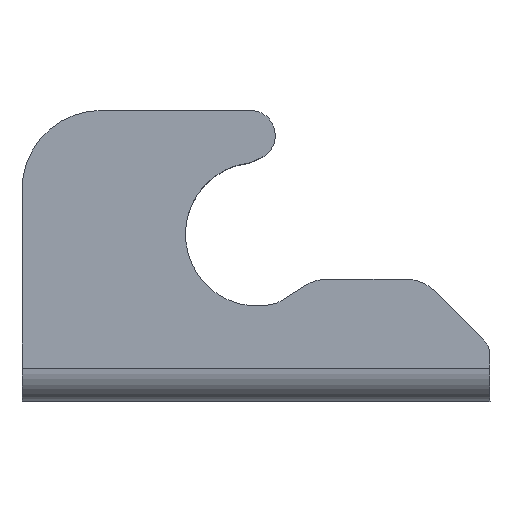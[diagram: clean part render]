
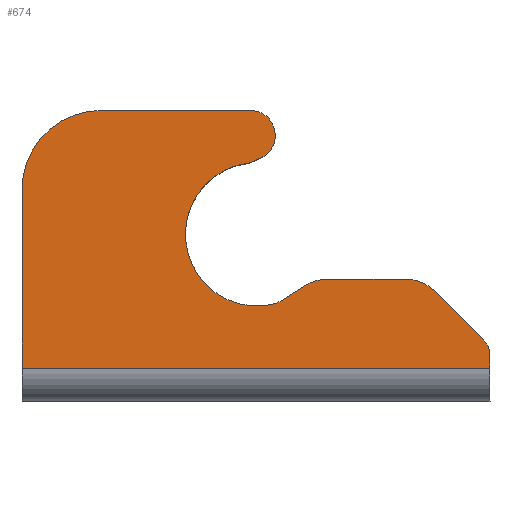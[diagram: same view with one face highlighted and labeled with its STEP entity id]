
A CAD part, top view. The second image highlights one B-rep face of the part: STEP entity #674.
In plain terms, the highlighted planar face has unit normal (0, 0, 1).
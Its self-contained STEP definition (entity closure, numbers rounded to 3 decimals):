
#24=PLANE('',#746);
#46=FACE_OUTER_BOUND('',#84,.T.);
#84=EDGE_LOOP('',(#497,#498,#499,#500,#501,#502,#503,#504,#505,#506,#507,
#508,#509,#510));
#133=LINE('',#1072,#197);
#139=LINE('',#1084,#203);
#140=LINE('',#1087,#204);
#141=LINE('',#1091,#205);
#142=LINE('',#1095,#206);
#143=LINE('',#1099,#207);
#144=LINE('',#1103,#208);
#145=LINE('',#1107,#209);
#197=VECTOR('',#855,10.);
#203=VECTOR('',#865,10.);
#204=VECTOR('',#868,10.);
#205=VECTOR('',#871,10.);
#206=VECTOR('',#874,10.);
#207=VECTOR('',#877,10.);
#208=VECTOR('',#880,10.);
#209=VECTOR('',#883,10.);
#261=CIRCLE('',#747,2.54);
#262=CIRCLE('',#748,5.156);
#263=CIRCLE('',#749,5.156);
#264=CIRCLE('',#750,8.636);
#265=CIRCLE('',#751,2.997);
#266=CIRCLE('',#752,9.525);
#308=VERTEX_POINT('',#1069);
#309=VERTEX_POINT('',#1071);
#313=VERTEX_POINT('',#1082);
#314=VERTEX_POINT('',#1086);
#315=VERTEX_POINT('',#1088);
#316=VERTEX_POINT('',#1090);
#317=VERTEX_POINT('',#1092);
#318=VERTEX_POINT('',#1094);
#319=VERTEX_POINT('',#1096);
#320=VERTEX_POINT('',#1098);
#321=VERTEX_POINT('',#1100);
#322=VERTEX_POINT('',#1102);
#323=VERTEX_POINT('',#1104);
#324=VERTEX_POINT('',#1106);
#380=EDGE_CURVE('',#308,#309,#133,.T.);
#387=EDGE_CURVE('',#313,#308,#139,.T.);
#388=EDGE_CURVE('',#314,#313,#140,.T.);
#389=EDGE_CURVE('',#315,#314,#261,.T.);
#390=EDGE_CURVE('',#316,#315,#141,.T.);
#391=EDGE_CURVE('',#317,#316,#262,.T.);
#392=EDGE_CURVE('',#318,#317,#142,.T.);
#393=EDGE_CURVE('',#319,#318,#263,.T.);
#394=EDGE_CURVE('',#320,#319,#143,.T.);
#395=EDGE_CURVE('',#321,#320,#264,.T.);
#396=EDGE_CURVE('',#322,#321,#144,.T.);
#397=EDGE_CURVE('',#323,#322,#265,.T.);
#398=EDGE_CURVE('',#324,#323,#145,.T.);
#399=EDGE_CURVE('',#309,#324,#266,.T.);
#497=ORIENTED_EDGE('',*,*,#387,.F.);
#498=ORIENTED_EDGE('',*,*,#388,.F.);
#499=ORIENTED_EDGE('',*,*,#389,.F.);
#500=ORIENTED_EDGE('',*,*,#390,.F.);
#501=ORIENTED_EDGE('',*,*,#391,.F.);
#502=ORIENTED_EDGE('',*,*,#392,.F.);
#503=ORIENTED_EDGE('',*,*,#393,.F.);
#504=ORIENTED_EDGE('',*,*,#394,.F.);
#505=ORIENTED_EDGE('',*,*,#395,.F.);
#506=ORIENTED_EDGE('',*,*,#396,.F.);
#507=ORIENTED_EDGE('',*,*,#397,.F.);
#508=ORIENTED_EDGE('',*,*,#398,.F.);
#509=ORIENTED_EDGE('',*,*,#399,.F.);
#510=ORIENTED_EDGE('',*,*,#380,.F.);
#674=ADVANCED_FACE('',(#46),#24,.T.);
#746=AXIS2_PLACEMENT_3D('',#1085,#866,#867);
#747=AXIS2_PLACEMENT_3D('',#1089,#869,#870);
#748=AXIS2_PLACEMENT_3D('',#1093,#872,#873);
#749=AXIS2_PLACEMENT_3D('',#1097,#875,#876);
#750=AXIS2_PLACEMENT_3D('',#1101,#878,#879);
#751=AXIS2_PLACEMENT_3D('',#1105,#881,#882);
#752=AXIS2_PLACEMENT_3D('',#1108,#884,#885);
#855=DIRECTION('',(0.,1.,0.));
#865=DIRECTION('',(-1.,0.,0.));
#866=DIRECTION('center_axis',(0.,0.,1.));
#867=DIRECTION('ref_axis',(1.,0.,0.));
#868=DIRECTION('',(0.,-1.,0.));
#869=DIRECTION('center_axis',(0.,0.,-1.));
#870=DIRECTION('ref_axis',(1.,0.005,0.));
#871=DIRECTION('',(0.707,-0.707,0.));
#872=DIRECTION('center_axis',(0.,0.,-1.));
#873=DIRECTION('ref_axis',(0.707,0.707,0.));
#874=DIRECTION('',(1.,0.,0.));
#875=DIRECTION('center_axis',(0.,0.,-1.));
#876=DIRECTION('ref_axis',(0.,1.,0.));
#877=DIRECTION('',(0.847,0.531,0.));
#878=DIRECTION('center_axis',(0.,0.,1.));
#879=DIRECTION('ref_axis',(0.11,-0.994,0.));
#880=DIRECTION('',(-0.917,-0.398,0.));
#881=DIRECTION('center_axis',(0.,0.,-1.));
#882=DIRECTION('ref_axis',(0.406,-0.914,0.));
#883=DIRECTION('',(1.,0.,0.));
#884=DIRECTION('center_axis',(0.,0.,-1.));
#885=DIRECTION('ref_axis',(0.,1.,0.));
#1069=CARTESIAN_POINT('',(0.,4.,24.4));
#1071=CARTESIAN_POINT('',(0.,25.475,24.4));
#1072=CARTESIAN_POINT('',(0.,25.475,24.4));
#1082=CARTESIAN_POINT('',(56.3,4.,24.4));
#1084=CARTESIAN_POINT('',(40.327,4.,24.4));
#1085=CARTESIAN_POINT('Origin',(24.354,14.179,24.4));
#1086=CARTESIAN_POINT('',(56.3,5.593,24.4));
#1087=CARTESIAN_POINT('',(56.3,0.,24.4));
#1088=CARTESIAN_POINT('',(55.542,7.389,24.4));
#1089=CARTESIAN_POINT('Origin',(53.76,5.579,24.4));
#1090=CARTESIAN_POINT('',(49.742,13.19,24.4));
#1091=CARTESIAN_POINT('',(55.542,7.389,24.4));
#1092=CARTESIAN_POINT('',(46.096,14.7,24.4));
#1093=CARTESIAN_POINT('Origin',(46.096,9.544,24.4));
#1094=CARTESIAN_POINT('',(36.78,14.7,24.4));
#1095=CARTESIAN_POINT('',(46.096,14.7,24.4));
#1096=CARTESIAN_POINT('',(34.006,13.89,24.4));
#1097=CARTESIAN_POINT('Origin',(36.78,9.544,24.4));
#1098=CARTESIAN_POINT('',(30.667,11.795,24.4));
#1099=CARTESIAN_POINT('',(34.076,13.934,24.4));
#1100=CARTESIAN_POINT('',(27.344,28.682,24.4));
#1101=CARTESIAN_POINT('Origin',(28.292,20.098,24.4));
#1102=CARTESIAN_POINT('',(28.683,29.263,24.4));
#1103=CARTESIAN_POINT('',(27.344,28.682,24.4));
#1104=CARTESIAN_POINT('',(27.468,35.,24.4));
#1105=CARTESIAN_POINT('Origin',(27.468,32.003,24.4));
#1106=CARTESIAN_POINT('',(9.525,35.,24.4));
#1107=CARTESIAN_POINT('',(27.468,35.,24.4));
#1108=CARTESIAN_POINT('Origin',(9.525,25.475,24.4));
